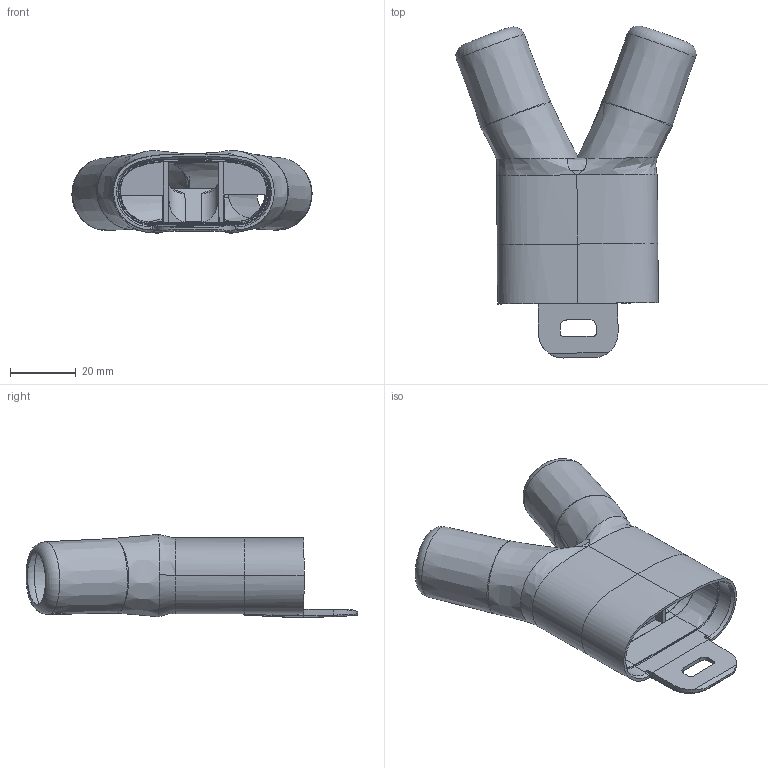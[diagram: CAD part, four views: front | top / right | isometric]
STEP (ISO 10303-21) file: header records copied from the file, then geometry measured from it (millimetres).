
FILE_DESCRIPTION(/* description */ (''),/* implementation_level */ '2;1');
FILE_NAME(/* name */ 'EasyBreath_DoublePorts_22mm_adapter v3.step',/* time_stamp */ '2020-03-26T09:50:05-05:00',/* author */ (''),/* organization */ (''),/* preprocessor_version */ 'ST-DEVELOPER v18',/* originating_system */ 'Autodesk Translation Framework v8.12.0.6',/* authorisation */ '');
FILE_SCHEMA (('AUTOMOTIVE_DESIGN { 1 0 10303 214 3 1 1 }'));
Length unit declared in the file: millimetre
Products named in the file (2): EasyBreath_DoublePorts_22mm_adapter; 22mm_tube v5 (1)
Assembly tree (1 placements, depth 2):
  EasyBreath_DoublePorts_22mm_adapter
    22mm_tube v5 (1)
Bounding box: 72.97 x 100.79 x 25.22 mm (x, y, z)
Volume: 32800.9 mm3; surface area: 23925.7 mm2
Topology: 2 solids, 2 shells, 269 faces, 784 edges, 510 vertices
Faces by surface type: bspline 154, plane 76, cylinder 32, cone 5, torus 2
Entity records: 18473 total; most frequent: CARTESIAN_POINT 12408, ORIENTED_EDGE 1550, DIRECTION 780, EDGE_CURVE 775, VERTEX_POINT 510, B_SPLINE_CURVE_WITH_KNOTS 354, LINE 298, VECTOR 298
